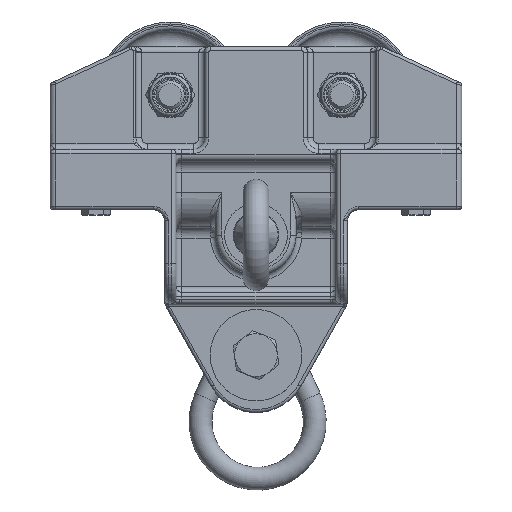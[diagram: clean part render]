
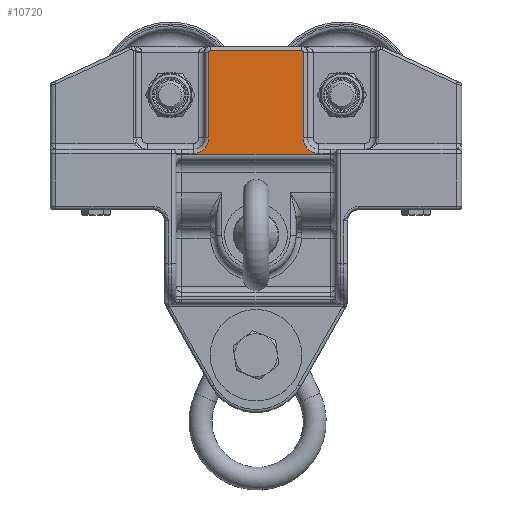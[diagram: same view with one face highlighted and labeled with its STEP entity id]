
A CAD part, top view. The second image highlights one B-rep face of the part: STEP entity #10720.
In plain terms, the highlighted planar face has unit normal (0, 0, 1).
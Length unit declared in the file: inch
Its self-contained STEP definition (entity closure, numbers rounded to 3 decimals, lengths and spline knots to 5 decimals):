
#9645=CARTESIAN_POINT('',(3.625,3.28125,2.375));
#9646=VERTEX_POINT('',#9645);
#9679=CARTESIAN_POINT('',(3.375,3.28125,2.375));
#9680=VERTEX_POINT('',#9679);
#9688=CARTESIAN_POINT('',(3.375,3.28125,2.375));
#9689=DIRECTION('',(1.0,0.0,0.0));
#9690=VECTOR('',#9689,0.25);
#9691=LINE('',#9688,#9690);
#9692=EDGE_CURVE('',#9680,#9646,#9691,.T.);
#9711=CARTESIAN_POINT('',(3.03125,3.625,2.375));
#9712=VERTEX_POINT('',#9711);
#9720=CARTESIAN_POINT('',(3.375,3.625,2.375));
#9721=DIRECTION('',(0.0,0.0,1.));
#9722=DIRECTION('',(-0.707,-0.707,0.0));
#9723=AXIS2_PLACEMENT_3D('',#9720,#9721,#9722);
#9724=CIRCLE('',#9723,0.34375);
#9725=EDGE_CURVE('',#9712,#9680,#9724,.T.);
#9745=CARTESIAN_POINT('',(3.03125,5.5,2.375));
#9746=VERTEX_POINT('',#9745);
#9754=CARTESIAN_POINT('',(3.03125,5.5,2.375));
#9755=DIRECTION('',(0.0,-1.0,0.0));
#9756=VECTOR('',#9755,1.875);
#9757=LINE('',#9754,#9756);
#9758=EDGE_CURVE('',#9746,#9712,#9757,.T.);
#9823=CARTESIAN_POINT('',(3.0,5.53125,2.375));
#9824=VERTEX_POINT('',#9823);
#9832=CARTESIAN_POINT('',(3.0,5.5,2.375));
#9833=DIRECTION('',(0.0,0.0,-1.));
#9834=DIRECTION('',(0.707,0.707,0.0));
#9835=AXIS2_PLACEMENT_3D('',#9832,#9833,#9834);
#9836=CIRCLE('',#9835,0.03125);
#9837=EDGE_CURVE('',#9824,#9746,#9836,.T.);
#9855=CARTESIAN_POINT('',(1.0,5.53125,2.375));
#9856=VERTEX_POINT('',#9855);
#9864=CARTESIAN_POINT('',(1.0,5.53125,2.375));
#9865=DIRECTION('',(1.0,0.0,0.0));
#9866=VECTOR('',#9865,2.0);
#9867=LINE('',#9864,#9866);
#9868=EDGE_CURVE('',#9856,#9824,#9867,.T.);
#9930=CARTESIAN_POINT('',(0.96875,5.5,2.375));
#9931=VERTEX_POINT('',#9930);
#9939=CARTESIAN_POINT('',(1.0,5.5,2.375));
#9940=DIRECTION('',(0.0,0.0,-1.0));
#9941=DIRECTION('',(-0.707,0.707,0.0));
#9942=AXIS2_PLACEMENT_3D('',#9939,#9940,#9941);
#9943=CIRCLE('',#9942,0.03125);
#9944=EDGE_CURVE('',#9931,#9856,#9943,.T.);
#9964=CARTESIAN_POINT('',(0.96875,3.625,2.375));
#9965=VERTEX_POINT('',#9964);
#9973=CARTESIAN_POINT('',(0.96875,3.625,2.375));
#9974=DIRECTION('',(0.0,1.0,0.0));
#9975=VECTOR('',#9974,1.875);
#9976=LINE('',#9973,#9975);
#9977=EDGE_CURVE('',#9965,#9931,#9976,.T.);
#9996=CARTESIAN_POINT('',(0.625,3.28125,2.375));
#9997=VERTEX_POINT('',#9996);
#10005=CARTESIAN_POINT('',(0.625,3.625,2.375));
#10006=DIRECTION('',(0.0,0.0,1.0));
#10007=DIRECTION('',(0.707,-0.707,0.0));
#10008=AXIS2_PLACEMENT_3D('',#10005,#10006,#10007);
#10009=CIRCLE('',#10008,0.34375);
#10010=EDGE_CURVE('',#9997,#9965,#10009,.T.);
#10030=CARTESIAN_POINT('',(0.375,3.28125,2.375));
#10031=VERTEX_POINT('',#10030);
#10039=CARTESIAN_POINT('',(0.375,3.28125,2.375));
#10040=DIRECTION('',(1.0,0.0,0.0));
#10041=VECTOR('',#10040,0.25);
#10042=LINE('',#10039,#10041);
#10043=EDGE_CURVE('',#10031,#9997,#10042,.T.);
#10670=CARTESIAN_POINT('',(3.625,3.25,2.375));
#10671=VERTEX_POINT('',#10670);
#10672=CARTESIAN_POINT('',(3.625,3.28125,2.375));
#10673=DIRECTION('',(0.0,-1.0,0.0));
#10674=VECTOR('',#10673,0.03125);
#10675=LINE('',#10672,#10674);
#10676=EDGE_CURVE('',#9646,#10671,#10675,.T.);
#10689=CARTESIAN_POINT('',(6.5,3.375,2.375));
#10690=DIRECTION('',(0.0,0.0,-1.0));
#10691=DIRECTION('',(-1.0,0.0,0.0));
#10692=AXIS2_PLACEMENT_3D('',#10689,#10690,#10691);
#10693=PLANE('',#10692);
#10694=ORIENTED_EDGE('',*,*,#9692,.F.);
#10695=ORIENTED_EDGE('',*,*,#9725,.F.);
#10696=ORIENTED_EDGE('',*,*,#9758,.F.);
#10697=ORIENTED_EDGE('',*,*,#9837,.F.);
#10698=ORIENTED_EDGE('',*,*,#9868,.F.);
#10699=ORIENTED_EDGE('',*,*,#9944,.F.);
#10700=ORIENTED_EDGE('',*,*,#9977,.F.);
#10701=ORIENTED_EDGE('',*,*,#10010,.F.);
#10702=ORIENTED_EDGE('',*,*,#10043,.F.);
#10703=CARTESIAN_POINT('',(0.375,3.25,2.375));
#10704=VERTEX_POINT('',#10703);
#10705=CARTESIAN_POINT('',(0.375,3.25,2.375));
#10706=DIRECTION('',(0.0,1.0,0.0));
#10707=VECTOR('',#10706,0.03125);
#10708=LINE('',#10705,#10707);
#10709=EDGE_CURVE('',#10704,#10031,#10708,.T.);
#10710=ORIENTED_EDGE('',*,*,#10709,.F.);
#10711=CARTESIAN_POINT('',(3.625,3.25,2.375));
#10712=DIRECTION('',(-1.0,0.0,0.0));
#10713=VECTOR('',#10712,3.25);
#10714=LINE('',#10711,#10713);
#10715=EDGE_CURVE('',#10671,#10704,#10714,.T.);
#10716=ORIENTED_EDGE('',*,*,#10715,.F.);
#10717=ORIENTED_EDGE('',*,*,#10676,.F.);
#10718=EDGE_LOOP('',(#10694,#10695,#10696,#10697,#10698,#10699,#10700,#10701,#10702,#10710,#10716,#10717));
#10719=FACE_OUTER_BOUND('',#10718,.T.);
#10720=ADVANCED_FACE('',(#10719),#10693,.F.);
